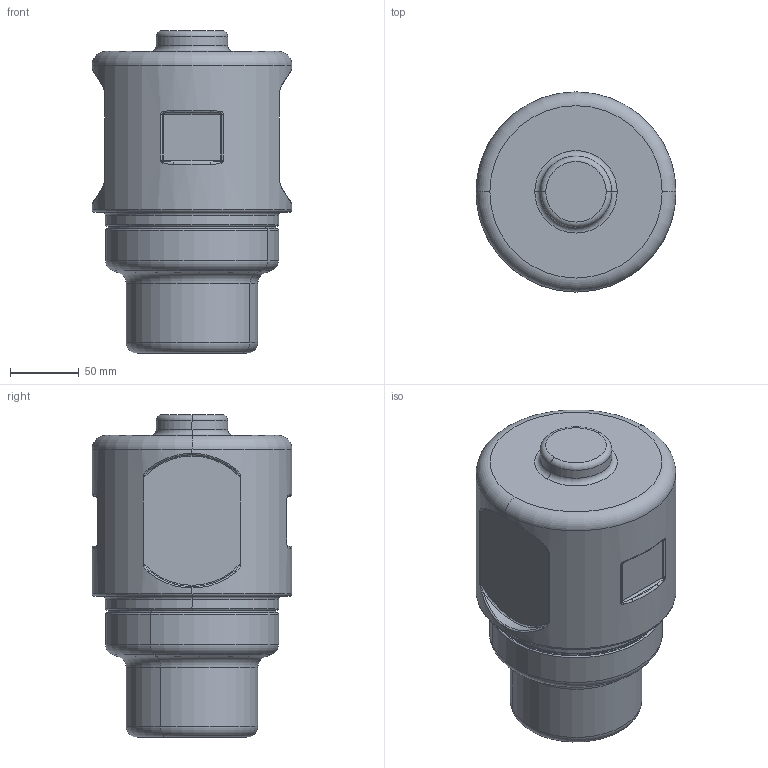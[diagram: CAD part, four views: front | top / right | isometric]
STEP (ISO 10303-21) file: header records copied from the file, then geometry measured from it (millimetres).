
FILE_DESCRIPTION(('CATIA V5 STEP Exchange','CAx-IF Rec.Pracs.--- Model Styling and Organization---1.5--- 2016-08-15','CAx-IF Rec.Pracs.---Supplemental Geometry---1.0---2011-11-01','CAx-IF Rec.Pracs.--- Composite Materials ---3.4---2017-06-13','CAx-IF Rec.Pracs.---Tessellated 3D Geometry---1.0---2015-12-17'),'2;1');
FILE_NAME('STEP_CBN551009_-_TST.stp','2023-03-13T21:53:44+00:00',('none'),('none'),'CATIA Version 5-6 Release 2020 SP5','CATIA V5 STEP AP242 v2','none');
FILE_SCHEMA(('AP242_MANAGED_MODEL_BASED_3D_ENGINEERING_MIM_LF {1 0 10303 442 1 1 4}'));
Length unit declared in the file: millimetre
Products named in the file (1): CBN551009 - TST
Bounding box: 145.4 x 145.4 x 234.5 mm (x, y, z)
Volume: 2623850.8 mm3; surface area: 149544.9 mm2
Topology: 1 solids, 1 shells, 158 faces, 336 edges, 190 vertices
Faces by surface type: torus 52, bspline 40, cylinder 38, plane 18, cone 10
Entity records: 7239 total; most frequent: CARTESIAN_POINT 4261, ORIENTED_EDGE 672, DIRECTION 410, EDGE_CURVE 336, AXIS2_PLACEMENT_3D 265, VERTEX_POINT 190, CIRCLE 176, EDGE_LOOP 168
